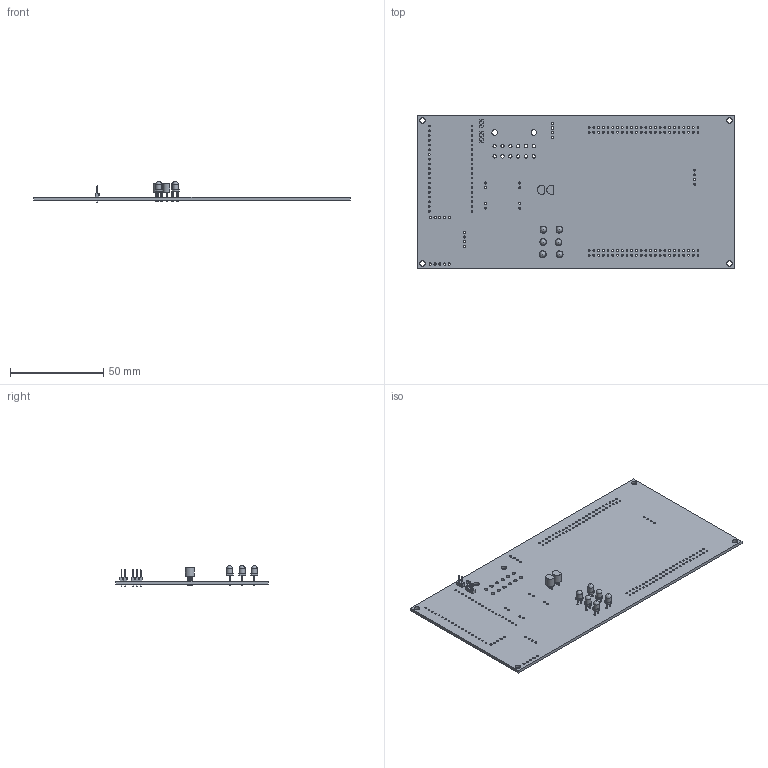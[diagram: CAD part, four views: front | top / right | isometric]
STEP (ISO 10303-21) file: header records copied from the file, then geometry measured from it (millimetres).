
FILE_DESCRIPTION(('KiCad electronic assembly'),'2;1');
FILE_NAME('tma.step','2024-03-05T19:06:15',('Pcbnew'),('Kicad'), 'Open CASCADE STEP processor 7.7','KiCad to STEP converter','Unknown' );
FILE_SCHEMA(('AUTOMOTIVE_DESIGN { 1 0 10303 214 1 1 1 1 }'));
Length unit declared in the file: millimetre
Products named in the file (10): tma 1; LED_D3.0mm; PinHeader_1x03_P2.00mm_Vertical; PinHeader_1x03_P200mm_Vertical; TO-92_Inline; TO-92_Inline_Narrow; PinHeader_1x02_P2.00mm_Vertical; PinHeader_1x02_P200mm_Vertical; tma PCB
Assembly tree (15 placements, depth 3):
  tma 1
    LED_D3.0mm  x6
      LED_D3.0mm
    PinHeader_1x03_P2.00mm_Vertical
      PinHeader_1x03_P200mm_Vertical
    TO-92_Inline  x2
      TO-92_Inline_Narrow
    PinHeader_1x02_P2.00mm_Vertical
      PinHeader_1x02_P200mm_Vertical
    tma PCB
Bounding box: 170 x 82 x 11.1 mm (x, y, z)
Volume: 22393.7 mm3; surface area: 30294.7 mm2
Topology: 11 solids, 11 shells, 473 faces, 1235 edges, 806 vertices
Faces by surface type: plane 248, cylinder 219, sphere 6
Full cylindrical faces by diameter (mm): 0.75 x6, 0.8 x5, 0.9 x50, 1 x100, 1.1 x12, 1.2 x10, 1.245 x4, 1.8 x12, 3 x12
Entity records: 28431 total; most frequent: CARTESIAN_POINT 6584, DIRECTION 3811, LINE 2190, VECTOR 2190, ORIENTED_EDGE 2018, PCURVE 2018, DEFINITIONAL_REPRESENTATION 2018, EDGE_CURVE 1009
